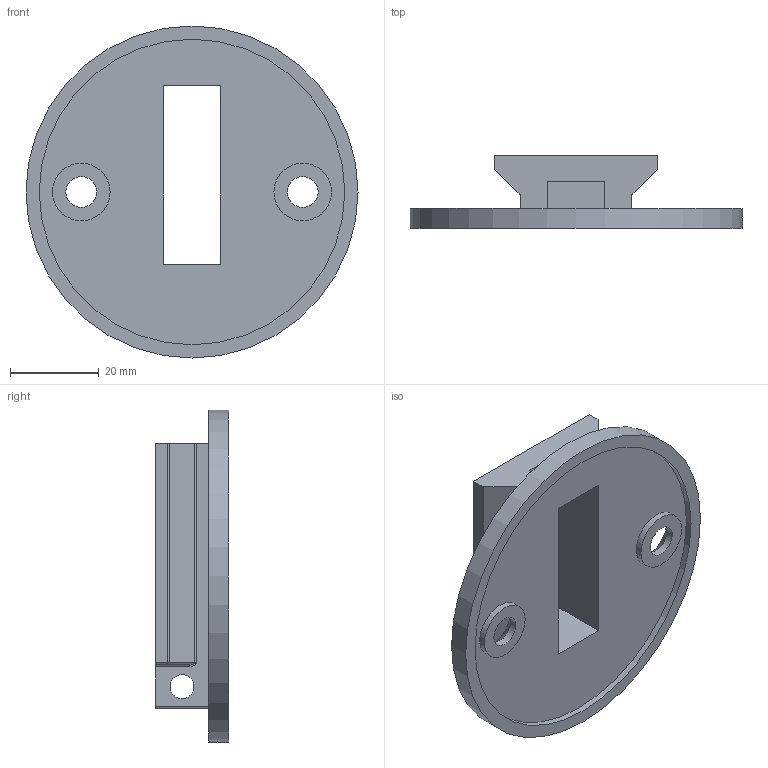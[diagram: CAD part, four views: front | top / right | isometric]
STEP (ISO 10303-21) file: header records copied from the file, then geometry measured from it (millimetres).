
FILE_DESCRIPTION (( 'STEP AP214' ), '1' );
FILE_NAME ('Mount_UR.STEP', '2020-08-05T06:59:01', ( '' ), ( '' ), 'SwSTEP 2.0', 'SolidWorks 2019', '' );
FILE_SCHEMA (( 'AUTOMOTIVE_DESIGN' ));
Length unit declared in the file: millimetre
Products named in the file (1): Mount_UR
Bounding box: 75 x 16.5 x 75 mm (x, y, z)
Volume: 26804.3 mm3; surface area: 14352.1 mm2
Topology: 1 solids, 1 shells, 47 faces, 117 edges, 74 vertices
Faces by surface type: plane 22, cylinder 19, sphere 2, bspline 2, cone 2
Full cylindrical faces by diameter (mm): 5.4 x1, 7 x2, 13 x2, 69 x1, 75 x1
Entity records: 1440 total; most frequent: CARTESIAN_POINT 288, DIRECTION 234, ORIENTED_EDGE 216, EDGE_CURVE 108, AXIS2_PLACEMENT_3D 84, VERTEX_POINT 74, EDGE_LOOP 68, LINE 66
